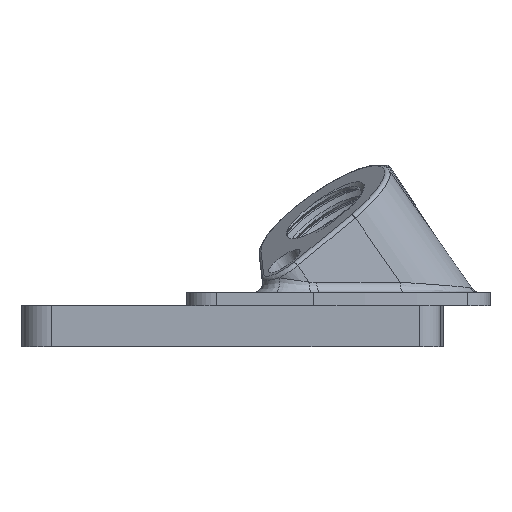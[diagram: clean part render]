
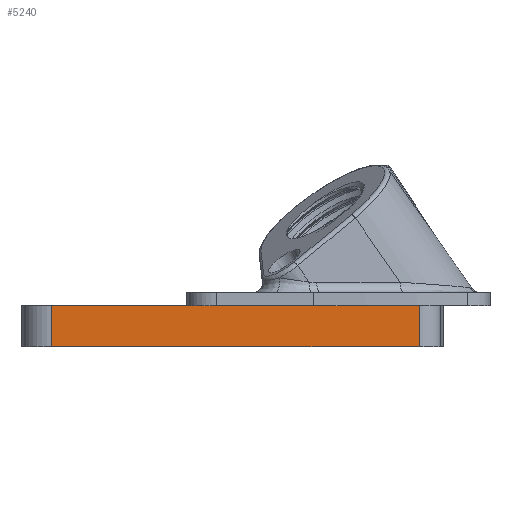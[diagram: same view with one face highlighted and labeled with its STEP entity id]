
A CAD part, left-side view. The second image highlights one B-rep face of the part: STEP entity #5240.
In plain terms, the highlighted planar face has unit normal (-1, 0, 0).
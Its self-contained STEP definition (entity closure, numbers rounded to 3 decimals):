
#148=PLANE('',#5697);
#453=FACE_OUTER_BOUND('',#764,.T.);
#764=EDGE_LOOP('',(#4322,#4323,#4324,#4325,#4326));
#1390=LINE('',#14828,#1723);
#1447=LINE('',#15203,#1780);
#1523=LINE('',#18762,#1856);
#1566=LINE('',#18891,#1899);
#1567=LINE('',#18892,#1900);
#1723=VECTOR('',#6214,1.);
#1780=VECTOR('',#6345,1.);
#1856=VECTOR('',#6635,1.);
#1899=VECTOR('',#6780,1.);
#1900=VECTOR('',#6781,1.);
#2241=VERTEX_POINT('',#14825);
#2242=VERTEX_POINT('',#14827);
#2306=VERTEX_POINT('',#15200);
#2307=VERTEX_POINT('',#15202);
#2405=VERTEX_POINT('',#18761);
#2841=EDGE_CURVE('',#2241,#2242,#1390,.T.);
#2927=EDGE_CURVE('',#2307,#2306,#1447,.T.);
#3092=EDGE_CURVE('',#2307,#2405,#1523,.T.);
#3157=EDGE_CURVE('',#2306,#2242,#1566,.T.);
#3158=EDGE_CURVE('',#2405,#2241,#1567,.T.);
#4322=ORIENTED_EDGE('',*,*,#3092,.F.);
#4323=ORIENTED_EDGE('',*,*,#2927,.T.);
#4324=ORIENTED_EDGE('',*,*,#3157,.T.);
#4325=ORIENTED_EDGE('',*,*,#2841,.F.);
#4326=ORIENTED_EDGE('',*,*,#3158,.F.);
#5240=ADVANCED_FACE('',(#453),#148,.T.);
#5697=AXIS2_PLACEMENT_3D('',#18890,#6778,#6779);
#6214=DIRECTION('',(0.,1.,0.));
#6345=DIRECTION('',(0.,1.,0.));
#6635=DIRECTION('',(0.,-1.,0.));
#6778=DIRECTION('center_axis',(-1.,0.,0.));
#6779=DIRECTION('ref_axis',(0.,1.,0.));
#6780=DIRECTION('',(0.,0.,-1.));
#6781=DIRECTION('',(0.,0.,-1.));
#14825=CARTESIAN_POINT('',(-72.8,-9.8,-6.6));
#14827=CARTESIAN_POINT('',(-72.8,34.8,-6.6));
#14828=CARTESIAN_POINT('',(-72.8,-9.8,-6.6));
#15200=CARTESIAN_POINT('',(-72.8,34.8,-1.6));
#15202=CARTESIAN_POINT('',(-72.8,18.4,-1.6));
#15203=CARTESIAN_POINT('',(-72.8,-9.8,-1.6));
#18761=CARTESIAN_POINT('',(-72.8,-9.8,-1.6));
#18762=CARTESIAN_POINT('',(-72.8,-4.9,-1.6));
#18890=CARTESIAN_POINT('Origin',(-72.8,-9.8,-1.6));
#18891=CARTESIAN_POINT('',(-72.8,34.8,-1.6));
#18892=CARTESIAN_POINT('',(-72.8,-9.8,-1.6));
